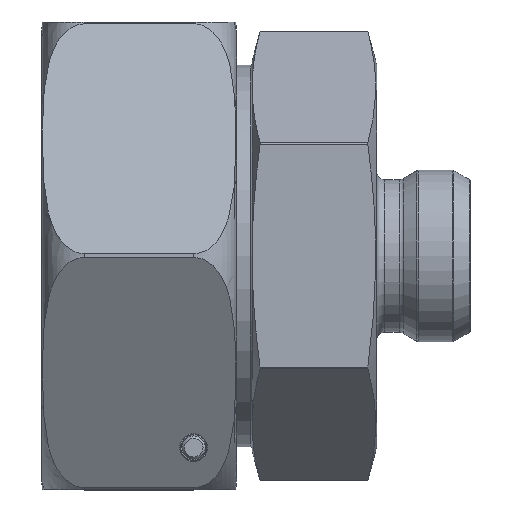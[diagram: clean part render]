
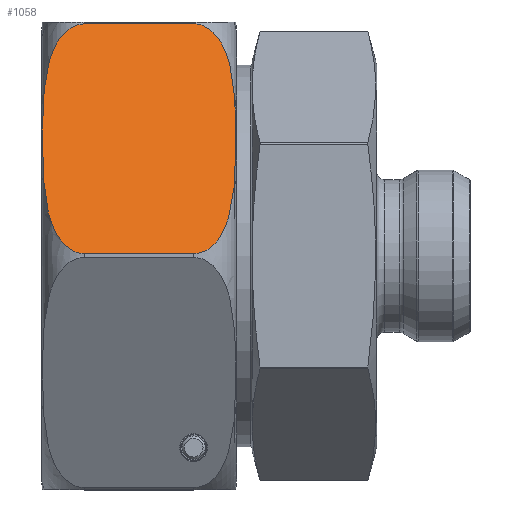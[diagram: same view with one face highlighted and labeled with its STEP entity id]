
A CAD part, top view. The second image highlights one B-rep face of the part: STEP entity #1058.
In plain terms, the highlighted planar face has unit normal (0, 0.5, 0.866).
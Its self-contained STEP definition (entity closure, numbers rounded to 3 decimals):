
#815=PLANE('',#5214);
#1058=ADVANCED_FACE('',(#1305),#815,.F.);
#1305=FACE_OUTER_BOUND('',#1626,.T.);
#1626=EDGE_LOOP('',(#2654,#2655,#2656,#2657));
#2036=B_SPLINE_CURVE_WITH_KNOTS('',3,(#7812,#7813,#7814,#7815,#7816,#7817,
#7818,#7819,#7820,#7821,#7822,#7823,#7824,#7825,#7826,#7827,#7828,#7829),
 .UNSPECIFIED.,.F.,.F.,(4,2,2,2,2,2,2,2,4),(0.,0.063,0.125,0.25,0.5,0.75,
0.875,0.938,1.),.UNSPECIFIED.);
#2044=B_SPLINE_CURVE_WITH_KNOTS('',3,(#8004,#8005,#8006,#8007,#8008,#8009,
#8010,#8011,#8012,#8013,#8014,#8015,#8016,#8017,#8018,#8019,#8020,#8021),
 .UNSPECIFIED.,.F.,.F.,(4,2,2,2,2,2,2,2,4),(0.,0.063,0.125,
0.25,0.5,0.75,0.875,0.938,1.),.UNSPECIFIED.);
#2654=ORIENTED_EDGE('',*,*,#4291,.T.);
#2655=ORIENTED_EDGE('',*,*,#4270,.T.);
#2656=ORIENTED_EDGE('',*,*,#4293,.T.);
#2657=ORIENTED_EDGE('',*,*,#4300,.T.);
#3798=VERTEX_POINT('',#7811);
#3799=VERTEX_POINT('',#7830);
#3815=VERTEX_POINT('',#7923);
#3816=VERTEX_POINT('',#7927);
#4270=EDGE_CURVE('',#3799,#3798,#2036,.T.);
#4291=EDGE_CURVE('',#3815,#3799,#4686,.T.);
#4293=EDGE_CURVE('',#3798,#3816,#4687,.T.);
#4300=EDGE_CURVE('',#3816,#3815,#2044,.T.);
#4686=LINE('',#7922,#4880);
#4687=LINE('',#7926,#4881);
#4880=VECTOR('',#5656,1.);
#4881=VECTOR('',#5661,1.);
#5214=AXIS2_PLACEMENT_3D('',#8086,#5707,#5708);
#5656=DIRECTION('',(-1.,0.,0.));
#5661=DIRECTION('',(1.,0.,0.));
#5707=DIRECTION('',(0.,-0.5,-0.866));
#5708=DIRECTION('',(0.,0.866,-0.5));
#7811=CARTESIAN_POINT('',(5.5,0.246,34.499));
#7812=CARTESIAN_POINT('',(5.5,29.754,17.462));
#7813=CARTESIAN_POINT('',(4.682,29.754,17.462));
#7814=CARTESIAN_POINT('',(3.911,29.415,17.658));
#7815=CARTESIAN_POINT('',(2.723,28.474,18.201));
#7816=CARTESIAN_POINT('',(2.27,27.877,18.546));
#7817=CARTESIAN_POINT('',(1.202,26.012,19.623));
#7818=CARTESIAN_POINT('',(0.835,24.635,20.418));
#7819=CARTESIAN_POINT('',(0.11,20.554,22.774));
#7820=CARTESIAN_POINT('',(0.092,17.769,24.382));
#7821=CARTESIAN_POINT('',(0.092,12.245,27.571));
#7822=CARTESIAN_POINT('',(0.105,9.484,29.166));
#7823=CARTESIAN_POINT('',(0.834,5.363,31.545));
#7824=CARTESIAN_POINT('',(1.208,3.976,32.345));
#7825=CARTESIAN_POINT('',(2.27,2.124,33.415));
#7826=CARTESIAN_POINT('',(2.719,1.53,33.758));
#7827=CARTESIAN_POINT('',(3.912,0.584,34.304));
#7828=CARTESIAN_POINT('',(4.68,0.246,34.499));
#7829=CARTESIAN_POINT('',(5.5,0.246,34.499));
#7830=CARTESIAN_POINT('',(5.5,29.754,17.462));
#7922=CARTESIAN_POINT('',(0.,29.754,17.462));
#7923=CARTESIAN_POINT('',(19.5,29.754,17.462));
#7926=CARTESIAN_POINT('',(0.,0.246,34.499));
#7927=CARTESIAN_POINT('',(19.5,0.246,34.499));
#8004=CARTESIAN_POINT('',(19.5,0.246,34.499));
#8005=CARTESIAN_POINT('',(20.318,0.246,34.499));
#8006=CARTESIAN_POINT('',(21.089,0.585,34.304));
#8007=CARTESIAN_POINT('',(22.277,1.526,33.76));
#8008=CARTESIAN_POINT('',(22.73,2.123,33.415));
#8009=CARTESIAN_POINT('',(23.798,3.988,32.339));
#8010=CARTESIAN_POINT('',(24.165,5.365,31.544));
#8011=CARTESIAN_POINT('',(24.89,9.446,29.187));
#8012=CARTESIAN_POINT('',(24.908,12.231,27.58));
#8013=CARTESIAN_POINT('',(24.908,17.755,24.39));
#8014=CARTESIAN_POINT('',(24.895,20.516,22.796));
#8015=CARTESIAN_POINT('',(24.166,24.637,20.417));
#8016=CARTESIAN_POINT('',(23.792,26.024,19.616));
#8017=CARTESIAN_POINT('',(22.73,27.876,18.547));
#8018=CARTESIAN_POINT('',(22.281,28.47,18.204));
#8019=CARTESIAN_POINT('',(21.088,29.416,17.657));
#8020=CARTESIAN_POINT('',(20.32,29.754,17.462));
#8021=CARTESIAN_POINT('',(19.5,29.754,17.462));
#8086=CARTESIAN_POINT('',(25.,30.,17.321));
